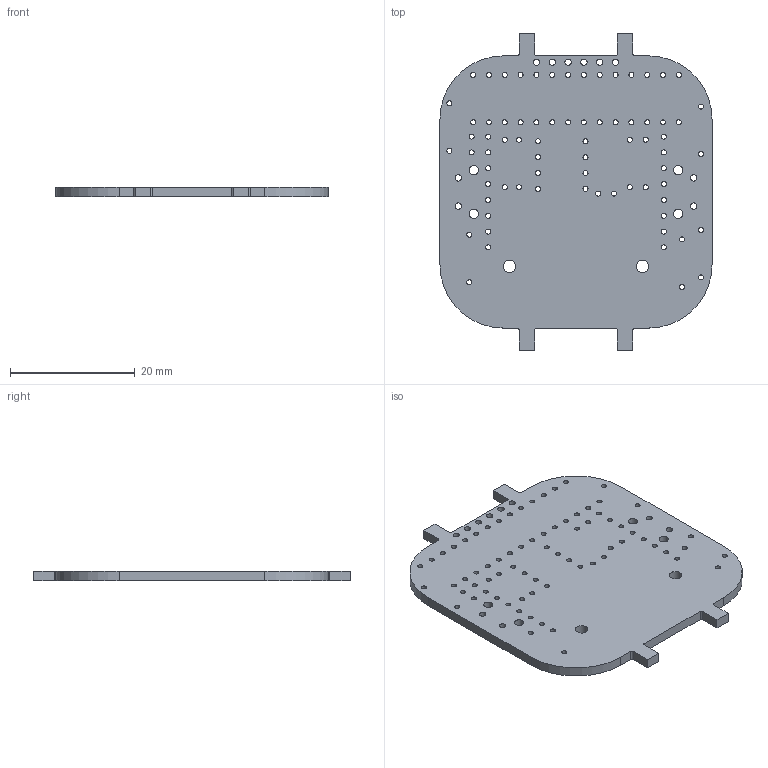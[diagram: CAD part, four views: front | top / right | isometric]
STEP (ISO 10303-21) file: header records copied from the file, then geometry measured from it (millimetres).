
FILE_DESCRIPTION(('KiCad electronic assembly'),'2;1');
FILE_NAME('kicadBoard.step','2022-11-04T16:45:49',('Pcbnew'),('Kicad'), 'Open CASCADE STEP processor 7.6','KiCad to STEP converter','Unknown' );
FILE_SCHEMA(('AUTOMOTIVE_DESIGN { 1 0 10303 214 1 1 1 1 }'));
Length unit declared in the file: millimetre
Products named in the file (2): kicadBoard 1; kicadBoard PCB
Assembly tree (1 placements, depth 2):
  kicadBoard 1
    kicadBoard PCB
Bounding box: 43.69 x 50.8 x 1.6 mm (x, y, z)
Volume: 2874.7 mm3; surface area: 4291.8 mm2
Topology: 1 solids, 1 shells, 124 faces, 366 edges, 244 vertices
Faces by surface type: cylinder 102, plane 22
Full cylindrical faces by diameter (mm): 0.8 x16, 0.813 x58, 1.016 x10, 1.499 x4, 2 x2
Entity records: 9419 total; most frequent: DIRECTION 1554, CARTESIAN_POINT 1468, ORIENTED_EDGE 732, PCURVE 732, DEFINITIONAL_REPRESENTATION 732, LINE 690, VECTOR 690, CIRCLE 408
